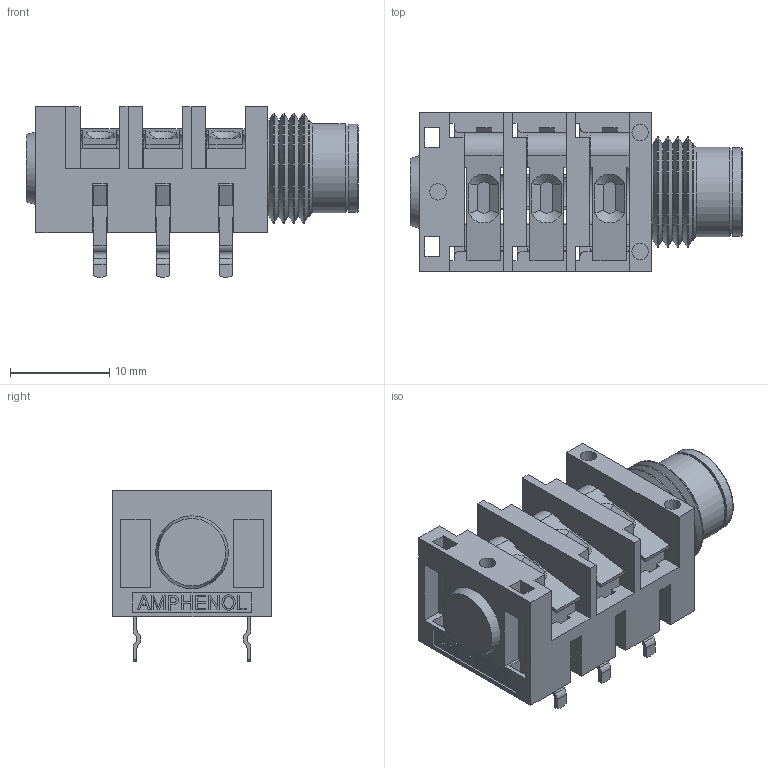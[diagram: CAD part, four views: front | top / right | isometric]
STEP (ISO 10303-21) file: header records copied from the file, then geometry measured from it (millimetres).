
FILE_DESCRIPTION(/* description */ (''),/* implementation_level */ '2;1');
FILE_NAME(/* name */ 'ACJS-HHDR-muj.step',/* time_stamp */ '2021-12-05T12:40:48+01:00',/* author */ (''),/* organization */ (''),/* preprocessor_version */ 'ST-DEVELOPER v18.1',/* originating_system */ 'Autodesk Translation Framework v10.10.0.1391',/* authorisation */ '');
FILE_SCHEMA (('AUTOMOTIVE_DESIGN { 1 0 10303 214 3 1 1 }'));
Length unit declared in the file: millimetre
Products named in the file (3): (Unsaved); PART1; ~PART1
Assembly tree (2 placements, depth 2):
  (Unsaved)
    PART1
    ~PART1
Bounding box: 33.5 x 16 x 17.2 mm (x, y, z)
Volume: 2779.6 mm3; surface area: 4982.5 mm2
Topology: 8 solids, 8 shells, 545 faces, 1526 edges, 1000 vertices
Faces by surface type: plane 426, cylinder 89, cone 25, bspline 4, torus 1
Full cylindrical faces by diameter (mm): 1.65 x6, 6.5 x2, 7.1 x2, 7.7 x4, 8.9 x1, 9 x1, 9.7 x5, 11.1 x4
Entity records: 17567 total; most frequent: CARTESIAN_POINT 3196, ORIENTED_EDGE 3052, DIRECTION 2836, EDGE_CURVE 1526, LINE 1256, VECTOR 1256, VERTEX_POINT 1000, AXIS2_PLACEMENT_3D 790
